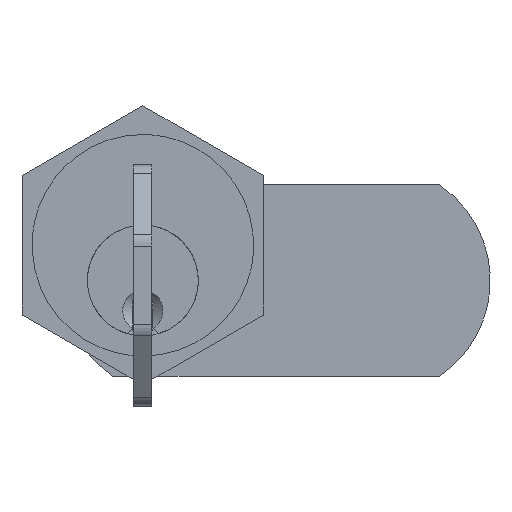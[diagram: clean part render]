
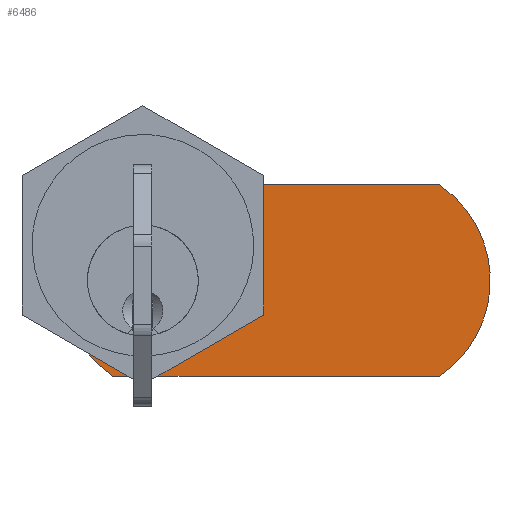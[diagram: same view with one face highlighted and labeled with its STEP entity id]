
A CAD part, front view. The second image highlights one B-rep face of the part: STEP entity #6486.
In plain terms, the highlighted free-form (B-spline) face has degree [1, 1] with [2, 2] control points.
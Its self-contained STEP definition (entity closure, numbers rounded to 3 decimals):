
#6318=CARTESIAN_POINT('',(13.0,-3.05,-6.55));
#6319=VERTEX_POINT('',#6318);
#6320=CARTESIAN_POINT('',(13.0,-3.05,-0.45));
#6321=VERTEX_POINT('',#6320);
#6322=CARTESIAN_POINT('',(13.0,-3.05,-6.55));
#6323=CARTESIAN_POINT('',(13.0,-3.05,-0.45));
#6324=QUASI_UNIFORM_CURVE('',1,(#6322,#6323),.UNSPECIFIED.,.F.,.U.);
#6325=EDGE_CURVE('',#6319,#6321,#6324,.T.);
#6354=CARTESIAN_POINT('',(13.0,3.05,-6.55));
#6355=VERTEX_POINT('',#6354);
#6356=CARTESIAN_POINT('',(13.0,3.05,-6.55));
#6357=CARTESIAN_POINT('',(13.0,-3.05,-6.55));
#6358=QUASI_UNIFORM_CURVE('',1,(#6356,#6357),.UNSPECIFIED.,.F.,.U.);
#6359=EDGE_CURVE('',#6355,#6319,#6358,.T.);
#6382=CARTESIAN_POINT('',(13.0,3.05,-0.45));
#6383=VERTEX_POINT('',#6382);
#6384=CARTESIAN_POINT('',(13.0,3.05,-0.45));
#6385=CARTESIAN_POINT('',(13.0,3.05,-6.55));
#6386=QUASI_UNIFORM_CURVE('',1,(#6384,#6385),.UNSPECIFIED.,.F.,.U.);
#6387=EDGE_CURVE('',#6383,#6355,#6386,.T.);
#6410=CARTESIAN_POINT('',(13.0,-3.05,-0.45));
#6411=CARTESIAN_POINT('',(13.0,3.05,-0.45));
#6412=QUASI_UNIFORM_CURVE('',1,(#6410,#6411),.UNSPECIFIED.,.F.,.U.);
#6413=EDGE_CURVE('',#6321,#6383,#6412,.T.);
#6425=CARTESIAN_POINT('',(13.0,-36.623,6.949));
#6426=CARTESIAN_POINT('',(13.0,10.123,6.949));
#6427=CARTESIAN_POINT('',(13.0,-36.623,-13.949));
#6428=CARTESIAN_POINT('',(13.0,10.123,-13.949));
#6429=B_SPLINE_SURFACE_WITH_KNOTS('',1,1,((#6425,#6427),(#6426,#6428)),.UNSPECIFIED.,.F.,.F.,.U.,(2,2),(2,2),(0.0,46.746),(0.0,20.898),.UNSPECIFIED.);
#6430=CARTESIAN_POINT('',(13.0,2.981,6.0));
#6431=VERTEX_POINT('',#6430);
#6432=CARTESIAN_POINT('',(13.0,-29.481,6.0));
#6433=VERTEX_POINT('',#6432);
#6434=CARTESIAN_POINT('',(13.0,2.981,6.0));
#6435=CARTESIAN_POINT('',(13.0,-29.481,6.0));
#6436=QUASI_UNIFORM_CURVE('',1,(#6434,#6435),.UNSPECIFIED.,.F.,.U.);
#6437=EDGE_CURVE('',#6431,#6433,#6436,.T.);
#6438=ORIENTED_EDGE('',*,*,#6437,.F.);
#6439=CARTESIAN_POINT('',(13.0,2.981,-13.0));
#6440=VERTEX_POINT('',#6439);
#6441=CARTESIAN_POINT('',(13.0,2.981,-13.0));
#6442=CARTESIAN_POINT('',(13.,8.0,-9.576));
#6443=CARTESIAN_POINT('',(13.0,8.0,-3.5));
#6444=CARTESIAN_POINT('',(13.,8.0,2.576));
#6445=CARTESIAN_POINT('',(13.0,2.981,6.));
#6453=(BOUNDED_CURVE()B_SPLINE_CURVE(2,(#6441,#6442,#6443,#6444,#6445),.UNSPECIFIED.,.F.,.U.)B_SPLINE_CURVE_WITH_KNOTS((3,2,3),(0.0,0.5,1.0),.UNSPECIFIED.)CURVE()GEOMETRIC_REPRESENTATION_ITEM()RATIONAL_B_SPLINE_CURVE((1.0,0.884,1.0,0.884,1.0))REPRESENTATION_ITEM(''));
#6454=EDGE_CURVE('',#6440,#6431,#6453,.T.);
#6455=ORIENTED_EDGE('',*,*,#6454,.F.);
#6456=CARTESIAN_POINT('',(13.0,-29.481,-13.0));
#6457=VERTEX_POINT('',#6456);
#6458=CARTESIAN_POINT('',(13.0,-29.481,-13.0));
#6459=CARTESIAN_POINT('',(13.0,2.981,-13.0));
#6460=QUASI_UNIFORM_CURVE('',1,(#6458,#6459),.UNSPECIFIED.,.F.,.U.);
#6461=EDGE_CURVE('',#6457,#6440,#6460,.T.);
#6462=ORIENTED_EDGE('',*,*,#6461,.F.);
#6463=CARTESIAN_POINT('',(13.0,-29.481,6.));
#6464=CARTESIAN_POINT('',(13.,-34.5,2.576));
#6465=CARTESIAN_POINT('',(13.0,-34.5,-3.5));
#6466=CARTESIAN_POINT('',(13.,-34.5,-9.576));
#6467=CARTESIAN_POINT('',(13.0,-29.481,-13.));
#6475=(BOUNDED_CURVE()B_SPLINE_CURVE(2,(#6463,#6464,#6465,#6466,#6467),.UNSPECIFIED.,.F.,.U.)B_SPLINE_CURVE_WITH_KNOTS((3,2,3),(0.0,0.5,1.0),.UNSPECIFIED.)CURVE()GEOMETRIC_REPRESENTATION_ITEM()RATIONAL_B_SPLINE_CURVE((1.0,0.884,1.0,0.884,1.0))REPRESENTATION_ITEM(''));
#6476=EDGE_CURVE('',#6433,#6457,#6475,.T.);
#6477=ORIENTED_EDGE('',*,*,#6476,.F.);
#6478=EDGE_LOOP('',(#6438,#6455,#6462,#6477));
#6479=FACE_OUTER_BOUND('',#6478,.T.);
#6480=ORIENTED_EDGE('',*,*,#6387,.F.);
#6481=ORIENTED_EDGE('',*,*,#6413,.F.);
#6482=ORIENTED_EDGE('',*,*,#6325,.F.);
#6483=ORIENTED_EDGE('',*,*,#6359,.F.);
#6484=EDGE_LOOP('',(#6480,#6481,#6482,#6483));
#6485=FACE_BOUND('',#6484,.T.);
#6486=ADVANCED_FACE('',(#6479,#6485),#6429,.T.);
